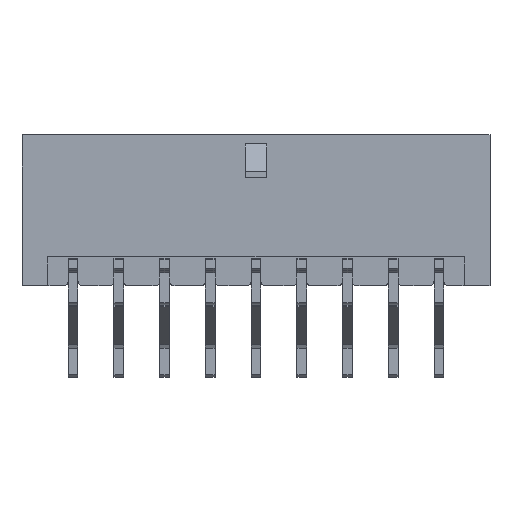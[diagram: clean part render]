
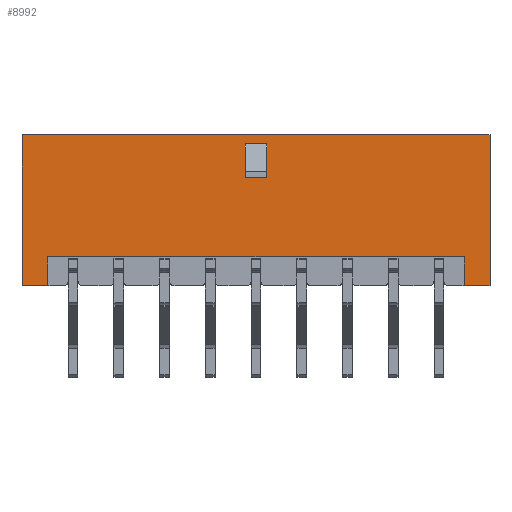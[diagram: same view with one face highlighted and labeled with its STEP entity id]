
A CAD part, front view. The second image highlights one B-rep face of the part: STEP entity #8992.
In plain terms, the highlighted planar face has unit normal (0, -1, 0).
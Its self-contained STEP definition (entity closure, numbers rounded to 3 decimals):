
#650=ORIENTED_EDGE('',*,*,#3248,.F.);
#651=ORIENTED_EDGE('',*,*,#3249,.F.);
#652=ORIENTED_EDGE('',*,*,#3250,.T.);
#653=ORIENTED_EDGE('',*,*,#3251,.T.);
#654=ORIENTED_EDGE('',*,*,#3252,.T.);
#655=ORIENTED_EDGE('',*,*,#3253,.T.);
#656=ORIENTED_EDGE('',*,*,#2971,.F.);
#657=ORIENTED_EDGE('',*,*,#3254,.T.);
#658=ORIENTED_EDGE('',*,*,#3255,.T.);
#659=ORIENTED_EDGE('',*,*,#3256,.F.);
#660=ORIENTED_EDGE('',*,*,#3257,.F.);
#661=ORIENTED_EDGE('',*,*,#3258,.T.);
#2971=EDGE_CURVE('',#4296,#4297,#5176,.T.);
#3248=EDGE_CURVE('',#4521,#4522,#5419,.T.);
#3249=EDGE_CURVE('',#4523,#4521,#5420,.T.);
#3250=EDGE_CURVE('',#4523,#4524,#5421,.T.);
#3251=EDGE_CURVE('',#4524,#4522,#5422,.T.);
#3252=EDGE_CURVE('',#4525,#4526,#5423,.T.);
#3253=EDGE_CURVE('',#4526,#4297,#5424,.T.);
#3254=EDGE_CURVE('',#4296,#4527,#5425,.T.);
#3255=EDGE_CURVE('',#4527,#4528,#5426,.T.);
#3256=EDGE_CURVE('',#4529,#4528,#5427,.T.);
#3257=EDGE_CURVE('',#4530,#4529,#5428,.T.);
#3258=EDGE_CURVE('',#4530,#4525,#5429,.T.);
#4296=VERTEX_POINT('',#12494);
#4297=VERTEX_POINT('',#12496);
#4521=VERTEX_POINT('',#13051);
#4522=VERTEX_POINT('',#13052);
#4523=VERTEX_POINT('',#13054);
#4524=VERTEX_POINT('',#13056);
#4525=VERTEX_POINT('',#13059);
#4526=VERTEX_POINT('',#13060);
#4527=VERTEX_POINT('',#13063);
#4528=VERTEX_POINT('',#13065);
#4529=VERTEX_POINT('',#13067);
#4530=VERTEX_POINT('',#13069);
#5176=LINE('',#12495,#6401);
#5419=LINE('',#13050,#6644);
#5420=LINE('',#13053,#6645);
#5421=LINE('',#13055,#6646);
#5422=LINE('',#13057,#6647);
#5423=LINE('',#13058,#6648);
#5424=LINE('',#13061,#6649);
#5425=LINE('',#13062,#6650);
#5426=LINE('',#13064,#6651);
#5427=LINE('',#13066,#6652);
#5428=LINE('',#13068,#6653);
#5429=LINE('',#13070,#6654);
#6401=VECTOR('',#10082,1000.);
#6644=VECTOR('',#10501,1000.);
#6645=VECTOR('',#10502,1000.);
#6646=VECTOR('',#10503,1000.);
#6647=VECTOR('',#10504,1000.);
#6648=VECTOR('',#10505,1000.);
#6649=VECTOR('',#10506,1000.);
#6650=VECTOR('',#10507,1000.);
#6651=VECTOR('',#10508,1000.);
#6652=VECTOR('',#10509,1000.);
#6653=VECTOR('',#10510,1000.);
#6654=VECTOR('',#10511,1000.);
#7623=EDGE_LOOP('',(#650,#651,#652,#653));
#7624=EDGE_LOOP('',(#654,#655,#656,#657,#658,#659,#660,#661));
#8108=FACE_BOUND('',#7623,.T.);
#8109=FACE_BOUND('',#7624,.T.);
#8593=PLANE('',#9510);
#8992=ADVANCED_FACE('',(#8108,#8109),#8593,.T.);
#9510=AXIS2_PLACEMENT_3D('',#13049,#10499,#10500);
#10082=DIRECTION('',(-1.,0.,0.));
#10499=DIRECTION('',(0.,-1.,0.));
#10500=DIRECTION('',(0.,0.,-1.));
#10501=DIRECTION('',(-1.,0.,0.));
#10502=DIRECTION('',(0.,0.,1.));
#10503=DIRECTION('',(-1.,0.,0.));
#10504=DIRECTION('',(0.,0.,1.));
#10505=DIRECTION('',(1.,0.,0.));
#10506=DIRECTION('',(0.,0.,-1.));
#10507=DIRECTION('',(0.,0.,1.));
#10508=DIRECTION('',(-1.,0.,0.));
#10509=DIRECTION('',(0.,0.,1.));
#10510=DIRECTION('',(-1.,0.,0.));
#10511=DIRECTION('',(0.,0.,1.));
#12494=CARTESIAN_POINT('',(15.35,-3.43,-4.95));
#12495=CARTESIAN_POINT('',(15.35,-3.43,-4.95));
#12496=CARTESIAN_POINT('',(13.65,-3.43,-4.95));
#13049=CARTESIAN_POINT('',(15.35,-3.43,-4.95));
#13050=CARTESIAN_POINT('',(0.7,-3.43,4.35));
#13051=CARTESIAN_POINT('',(0.7,-3.43,4.35));
#13052=CARTESIAN_POINT('',(-0.7,-3.43,4.35));
#13053=CARTESIAN_POINT('',(0.7,-3.43,2.15));
#13054=CARTESIAN_POINT('',(0.7,-3.43,2.15));
#13055=CARTESIAN_POINT('',(0.7,-3.43,2.15));
#13056=CARTESIAN_POINT('',(-0.7,-3.43,2.15));
#13057=CARTESIAN_POINT('',(-0.7,-3.43,2.15));
#13058=CARTESIAN_POINT('',(-13.65,-3.43,-3.05));
#13059=CARTESIAN_POINT('',(-13.65,-3.43,-3.05));
#13060=CARTESIAN_POINT('',(13.65,-3.43,-3.05));
#13061=CARTESIAN_POINT('',(13.65,-3.43,-3.05));
#13062=CARTESIAN_POINT('',(15.35,-3.43,-4.95));
#13063=CARTESIAN_POINT('',(15.35,-3.43,4.95));
#13064=CARTESIAN_POINT('',(15.35,-3.43,4.95));
#13065=CARTESIAN_POINT('',(-15.35,-3.43,4.95));
#13066=CARTESIAN_POINT('',(-15.35,-3.43,-4.95));
#13067=CARTESIAN_POINT('',(-15.35,-3.43,-4.95));
#13068=CARTESIAN_POINT('',(15.35,-3.43,-4.95));
#13069=CARTESIAN_POINT('',(-13.65,-3.43,-4.95));
#13070=CARTESIAN_POINT('',(-13.65,-3.43,-4.95));
